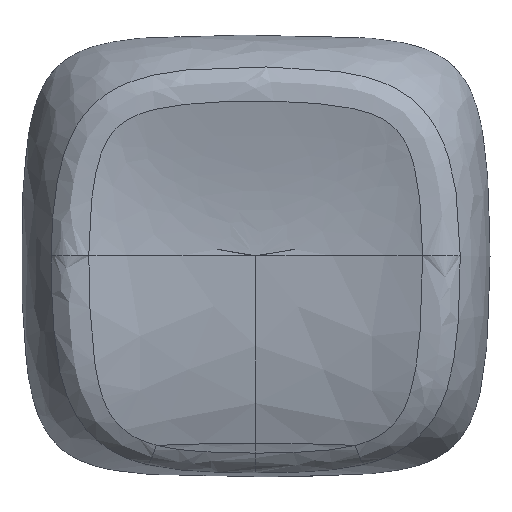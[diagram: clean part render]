
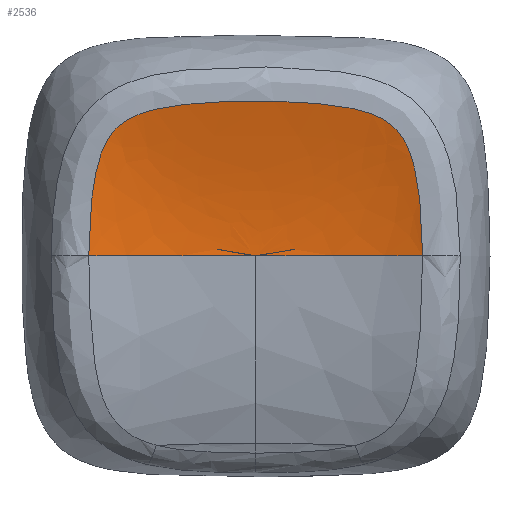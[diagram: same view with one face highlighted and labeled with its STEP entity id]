
A CAD part, top view. The second image highlights one B-rep face of the part: STEP entity #2536.
In plain terms, the highlighted free-form (B-spline) face has degree [3, 3] with [10, 5] control points.
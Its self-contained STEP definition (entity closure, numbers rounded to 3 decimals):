
#15=(
BOUNDED_CURVE()
B_SPLINE_CURVE(5,(#13007,#13008,#13009,#13010,#13011,#13012,#13013,#13014,
#13015,#13016),.UNSPECIFIED.,.F.,.F.)
B_SPLINE_CURVE_WITH_KNOTS((6,1,1,1,1,6),(0.183,0.2,0.4,0.6,
0.8,1.),.UNSPECIFIED.)
CURVE()
GEOMETRIC_REPRESENTATION_ITEM()
RATIONAL_B_SPLINE_CURVE((1.,1.,1.,1.,1.,1.,1.,1.,1.,1.))
REPRESENTATION_ITEM('')
);
#16=(
BOUNDED_CURVE()
B_SPLINE_CURVE(5,(#13017,#13018,#13019,#13020,#13021,#13022,#13023,#13024,
#13025,#13026),.UNSPECIFIED.,.F.,.F.)
B_SPLINE_CURVE_WITH_KNOTS((6,1,1,1,1,6),(0.183,0.2,0.4,0.6,0.8,
1.),.UNSPECIFIED.)
CURVE()
GEOMETRIC_REPRESENTATION_ITEM()
RATIONAL_B_SPLINE_CURVE((1.,1.,1.,1.,1.,1.,1.,1.,1.,1.))
REPRESENTATION_ITEM('')
);
#298=FACE_OUTER_BOUND('',#448,.T.);
#448=EDGE_LOOP('',(#2266,#2267,#2268));
#800=B_SPLINE_CURVE_WITH_KNOTS('',3,(#12852,#12853,#12854,#12855,#12856,
#12857,#12858,#12859,#12860,#12861,#12862,#12863,#12864,#12865,#12866,#12867,
#12868,#12869,#12870,#12871,#12872,#12873,#12874),.UNSPECIFIED.,.F.,.F.,
(4,1,1,1,1,1,1,1,1,2,1,1,1,1,1,1,1,1,1,4),(-2.163,-1.947,
-1.839,-1.731,-1.677,-1.623,
-1.514,-1.406,-1.298,-1.082,
-0.865,-0.757,-0.649,-0.595,
-0.541,-0.433,-0.379,-0.325,
-0.216,0.),.UNSPECIFIED.);
#1063=VERTEX_POINT('',#12723);
#1064=VERTEX_POINT('',#12850);
#1066=VERTEX_POINT('',#13006);
#1463=EDGE_CURVE('',#1063,#1064,#800,.T.);
#1467=EDGE_CURVE('',#1063,#1066,#15,.T.);
#1468=EDGE_CURVE('',#1064,#1066,#16,.T.);
#2266=ORIENTED_EDGE('',*,*,#1463,.F.);
#2267=ORIENTED_EDGE('',*,*,#1467,.T.);
#2268=ORIENTED_EDGE('',*,*,#1468,.F.);
#2389=B_SPLINE_SURFACE_WITH_KNOTS('',3,3,((#12956,#12957,#12958,#12959,
#12960),(#12961,#12962,#12963,#12964,#12965),(#12966,#12967,#12968,#12969,
#12970),(#12971,#12972,#12973,#12974,#12975),(#12976,#12977,#12978,#12979,
#12980),(#12981,#12982,#12983,#12984,#12985),(#12986,#12987,#12988,#12989,
#12990),(#12991,#12992,#12993,#12994,#12995),(#12996,#12997,#12998,#12999,
#13000),(#13001,#13002,#13003,#13004,#13005)),.UNSPECIFIED.,.F.,.F.,.F.,
(4,1,1,1,1,1,1,4),(4,1,4),(0.,0.143,0.286,0.429,
0.571,0.714,0.857,1.),(0.104,
0.488,1.),.UNSPECIFIED.);
#2536=ADVANCED_FACE('',(#298),#2389,.F.);
#12723=CARTESIAN_POINT('',(-6.23,0.,5.526));
#12850=CARTESIAN_POINT('',(6.23,0.,5.526));
#12852=CARTESIAN_POINT('Ctrl Pts',(-6.23,0.,
5.526));
#12853=CARTESIAN_POINT('Ctrl Pts',(-6.23,0.705,
5.526));
#12854=CARTESIAN_POINT('Ctrl Pts',(-6.185,1.778,5.531));
#12855=CARTESIAN_POINT('Ctrl Pts',(-5.985,3.133,5.56));
#12856=CARTESIAN_POINT('Ctrl Pts',(-5.751,3.944,5.592));
#12857=CARTESIAN_POINT('Ctrl Pts',(-5.431,4.517,5.617));
#12858=CARTESIAN_POINT('Ctrl Pts',(-4.985,5.007,5.634));
#12859=CARTESIAN_POINT('Ctrl Pts',(-4.225,5.376,5.636));
#12860=CARTESIAN_POINT('Ctrl Pts',(-3.205,5.594,5.636));
#12861=CARTESIAN_POINT('Ctrl Pts',(-1.799,5.746,5.639));
#12862=CARTESIAN_POINT('Ctrl Pts',(-0.717,5.774,
5.641));
#12863=CARTESIAN_POINT('Ctrl Pts',(0.716,5.775,5.641));
#12864=CARTESIAN_POINT('Ctrl Pts',(1.799,5.745,5.639));
#12865=CARTESIAN_POINT('Ctrl Pts',(3.201,5.595,5.636));
#12866=CARTESIAN_POINT('Ctrl Pts',(4.06,5.41,5.636));
#12867=CARTESIAN_POINT('Ctrl Pts',(4.681,5.155,5.634));
#12868=CARTESIAN_POINT('Ctrl Pts',(5.242,4.79,5.628));
#12869=CARTESIAN_POINT('Ctrl Pts',(5.618,4.241,5.605));
#12870=CARTESIAN_POINT('Ctrl Pts',(5.844,3.616,5.579));
#12871=CARTESIAN_POINT('Ctrl Pts',(6.011,2.965,5.557));
#12872=CARTESIAN_POINT('Ctrl Pts',(6.185,1.775,5.531));
#12873=CARTESIAN_POINT('Ctrl Pts',(6.23,0.705,5.526));
#12874=CARTESIAN_POINT('Ctrl Pts',(6.23,0.,
5.526));
#12956=CARTESIAN_POINT('Ctrl Pts',(-6.576,0.,
5.641));
#12957=CARTESIAN_POINT('Ctrl Pts',(-6.032,0.,
5.451));
#12958=CARTESIAN_POINT('Ctrl Pts',(-4.589,0.,
5.038));
#12959=CARTESIAN_POINT('Ctrl Pts',(-2.158,0.,
4.8));
#12960=CARTESIAN_POINT('Ctrl Pts',(0.,0.,
4.8));
#12961=CARTESIAN_POINT('Ctrl Pts',(-6.576,1.212,5.641));
#12962=CARTESIAN_POINT('Ctrl Pts',(-6.033,1.038,5.451));
#12963=CARTESIAN_POINT('Ctrl Pts',(-4.589,0.634,
5.038));
#12964=CARTESIAN_POINT('Ctrl Pts',(-2.158,0.231,
4.8));
#12965=CARTESIAN_POINT('Ctrl Pts',(0.,0.,
4.8));
#12966=CARTESIAN_POINT('Ctrl Pts',(-6.361,3.601,5.641));
#12967=CARTESIAN_POINT('Ctrl Pts',(-5.838,3.108,5.451));
#12968=CARTESIAN_POINT('Ctrl Pts',(-4.366,1.871,5.038));
#12969=CARTESIAN_POINT('Ctrl Pts',(-1.982,0.627,
4.8));
#12970=CARTESIAN_POINT('Ctrl Pts',(0.,0.,
4.8));
#12971=CARTESIAN_POINT('Ctrl Pts',(-4.991,5.382,5.641));
#12972=CARTESIAN_POINT('Ctrl Pts',(-4.586,4.614,5.451));
#12973=CARTESIAN_POINT('Ctrl Pts',(-3.278,2.818,5.038));
#12974=CARTESIAN_POINT('Ctrl Pts',(-1.34,1.023,4.8));
#12975=CARTESIAN_POINT('Ctrl Pts',(0.,0.,
4.8));
#12976=CARTESIAN_POINT('Ctrl Pts',(-2.017,5.799,5.641));
#12977=CARTESIAN_POINT('Ctrl Pts',(-1.855,4.929,5.451));
#12978=CARTESIAN_POINT('Ctrl Pts',(-1.277,3.069,5.038));
#12979=CARTESIAN_POINT('Ctrl Pts',(-0.472,1.22,
4.8));
#12980=CARTESIAN_POINT('Ctrl Pts',(0.,0.,
4.8));
#12981=CARTESIAN_POINT('Ctrl Pts',(2.022,5.797,5.641));
#12982=CARTESIAN_POINT('Ctrl Pts',(1.86,4.927,5.451));
#12983=CARTESIAN_POINT('Ctrl Pts',(1.28,3.068,5.038));
#12984=CARTESIAN_POINT('Ctrl Pts',(0.472,1.22,4.8));
#12985=CARTESIAN_POINT('Ctrl Pts',(0.,0.,
4.8));
#12986=CARTESIAN_POINT('Ctrl Pts',(4.986,5.381,5.641));
#12987=CARTESIAN_POINT('Ctrl Pts',(4.582,4.613,5.451));
#12988=CARTESIAN_POINT('Ctrl Pts',(3.276,2.817,5.038));
#12989=CARTESIAN_POINT('Ctrl Pts',(1.34,1.023,4.8));
#12990=CARTESIAN_POINT('Ctrl Pts',(0.,0.,
4.8));
#12991=CARTESIAN_POINT('Ctrl Pts',(6.361,3.601,5.641));
#12992=CARTESIAN_POINT('Ctrl Pts',(5.838,3.108,5.451));
#12993=CARTESIAN_POINT('Ctrl Pts',(4.366,1.871,5.038));
#12994=CARTESIAN_POINT('Ctrl Pts',(1.982,0.627,4.8));
#12995=CARTESIAN_POINT('Ctrl Pts',(0.,0.,
4.8));
#12996=CARTESIAN_POINT('Ctrl Pts',(6.576,1.212,5.641));
#12997=CARTESIAN_POINT('Ctrl Pts',(6.033,1.038,5.451));
#12998=CARTESIAN_POINT('Ctrl Pts',(4.589,0.634,5.038));
#12999=CARTESIAN_POINT('Ctrl Pts',(2.158,0.231,4.8));
#13000=CARTESIAN_POINT('Ctrl Pts',(0.,0.,
4.8));
#13001=CARTESIAN_POINT('Ctrl Pts',(6.576,0.,
5.641));
#13002=CARTESIAN_POINT('Ctrl Pts',(6.032,0.,
5.451));
#13003=CARTESIAN_POINT('Ctrl Pts',(4.589,0.,
5.038));
#13004=CARTESIAN_POINT('Ctrl Pts',(2.158,0.,
4.8));
#13005=CARTESIAN_POINT('Ctrl Pts',(0.,0.,
4.8));
#13006=CARTESIAN_POINT('',(0.,0.,4.8));
#13007=CARTESIAN_POINT('Ctrl Pts',(-6.23,0.,
5.526));
#13008=CARTESIAN_POINT('Ctrl Pts',(-6.215,0.,
5.522));
#13009=CARTESIAN_POINT('Ctrl Pts',(-6.016,0.,
5.46));
#13010=CARTESIAN_POINT('Ctrl Pts',(-5.617,0.,
5.344));
#13011=CARTESIAN_POINT('Ctrl Pts',(-4.967,0.,
5.182));
#13012=CARTESIAN_POINT('Ctrl Pts',(-3.961,0.,
4.995));
#13013=CARTESIAN_POINT('Ctrl Pts',(-2.674,0.,
4.864));
#13014=CARTESIAN_POINT('Ctrl Pts',(-1.452,0.,
4.812));
#13015=CARTESIAN_POINT('Ctrl Pts',(-0.506,0.,
4.8));
#13016=CARTESIAN_POINT('Ctrl Pts',(0.,0.,
4.8));
#13017=CARTESIAN_POINT('Ctrl Pts',(6.23,0.,
5.526));
#13018=CARTESIAN_POINT('Ctrl Pts',(6.215,0.,
5.522));
#13019=CARTESIAN_POINT('Ctrl Pts',(6.016,0.,
5.46));
#13020=CARTESIAN_POINT('Ctrl Pts',(5.617,0.,
5.344));
#13021=CARTESIAN_POINT('Ctrl Pts',(4.967,0.,
5.182));
#13022=CARTESIAN_POINT('Ctrl Pts',(3.961,0.,
4.995));
#13023=CARTESIAN_POINT('Ctrl Pts',(2.674,0.,
4.864));
#13024=CARTESIAN_POINT('Ctrl Pts',(1.452,0.,
4.812));
#13025=CARTESIAN_POINT('Ctrl Pts',(0.506,0.,
4.8));
#13026=CARTESIAN_POINT('Ctrl Pts',(0.,0.,4.8));
